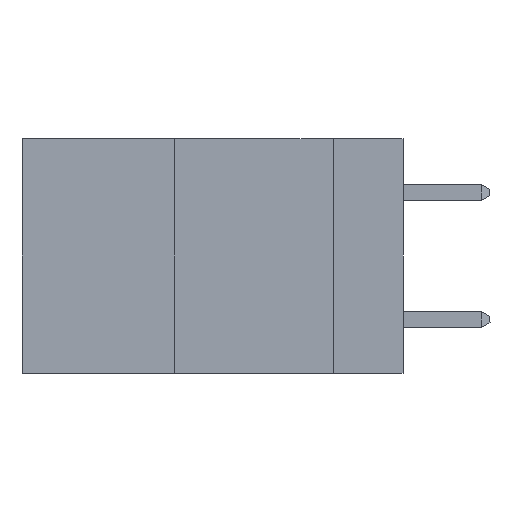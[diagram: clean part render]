
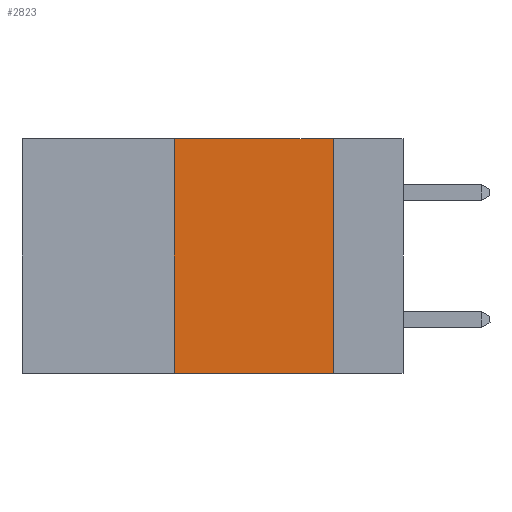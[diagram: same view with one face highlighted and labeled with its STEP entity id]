
A CAD part, left-side view. The second image highlights one B-rep face of the part: STEP entity #2823.
In plain terms, the highlighted planar face has unit normal (-1, 0, 0).
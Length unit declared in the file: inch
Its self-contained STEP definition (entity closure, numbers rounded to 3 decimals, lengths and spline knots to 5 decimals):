
#37 = DIRECTION ( 'NONE',  ( 1., 0., 0. ) ) ;
#1772 = LINE ( 'NONE', #16516, #10117 ) ;
#1792 = AXIS2_PLACEMENT_3D ( 'NONE', #10021, #37, #11638 ) ;
#1824 = EDGE_CURVE ( 'NONE', #3279, #12212, #10557, .T. ) ;
#2097 = DIRECTION ( 'NONE',  ( 0., -1., 0. ) ) ;
#2823 = ADVANCED_FACE ( 'NONE', ( #14094 ), #19780, .F. ) ;
#3279 = VERTEX_POINT ( 'NONE', #19342 ) ;
#4347 = CARTESIAN_POINT ( 'NONE',  ( 0., 0.36, 0. ) ) ;
#4663 = VECTOR ( 'NONE', #6950, 39.37008 ) ;
#6075 = LINE ( 'NONE', #12023, #14828 ) ;
#6110 = DIRECTION ( 'NONE',  ( 0., 0., -1. ) ) ;
#6657 = VECTOR ( 'NONE', #6110, 39.37008 ) ;
#6677 = DIRECTION ( 'NONE',  ( 0., -1., 0. ) ) ;
#6950 = DIRECTION ( 'NONE',  ( 0., 0., 1. ) ) ;
#7454 = VERTEX_POINT ( 'NONE', #4347 ) ;
#8335 = CARTESIAN_POINT ( 'NONE',  ( 0., 0.36, -0.37 ) ) ;
#8946 = EDGE_CURVE ( 'NONE', #10844, #7454, #9110, .T. ) ;
#9110 = LINE ( 'NONE', #16786, #4663 ) ;
#10009 = CARTESIAN_POINT ( 'NONE',  ( 0., 0.11, -0.37 ) ) ;
#10021 = CARTESIAN_POINT ( 'NONE',  ( 0., 0.6, 0. ) ) ;
#10117 = VECTOR ( 'NONE', #6677, 39.37008 ) ;
#10173 = ORIENTED_EDGE ( 'NONE', *, *, #1824, .F. ) ;
#10557 = LINE ( 'NONE', #17627, #6657 ) ;
#10844 = VERTEX_POINT ( 'NONE', #8335 ) ;
#11638 = DIRECTION ( 'NONE',  ( 0., 0., -1. ) ) ;
#12023 = CARTESIAN_POINT ( 'NONE',  ( 0., 0.6, 0. ) ) ;
#12212 = VERTEX_POINT ( 'NONE', #10009 ) ;
#14094 = FACE_OUTER_BOUND ( 'NONE', #15863, .T. ) ;
#14828 = VECTOR ( 'NONE', #2097, 39.37008 ) ;
#15863 = EDGE_LOOP ( 'NONE', ( #10173, #19355, #20116, #19979 ) ) ;
#16516 = CARTESIAN_POINT ( 'NONE',  ( 0., 0.6, -0.37 ) ) ;
#16786 = CARTESIAN_POINT ( 'NONE',  ( 0., 0.36, 0. ) ) ;
#17627 = CARTESIAN_POINT ( 'NONE',  ( 0., 0.11, 0. ) ) ;
#18142 = EDGE_CURVE ( 'NONE', #10844, #12212, #1772, .T. ) ;
#19342 = CARTESIAN_POINT ( 'NONE',  ( 0., 0.11, 0. ) ) ;
#19355 = ORIENTED_EDGE ( 'NONE', *, *, #20778, .F. ) ;
#19780 = PLANE ( 'NONE',  #1792 ) ;
#19979 = ORIENTED_EDGE ( 'NONE', *, *, #18142, .T. ) ;
#20116 = ORIENTED_EDGE ( 'NONE', *, *, #8946, .F. ) ;
#20778 = EDGE_CURVE ( 'NONE', #7454, #3279, #6075, .T. ) ;
